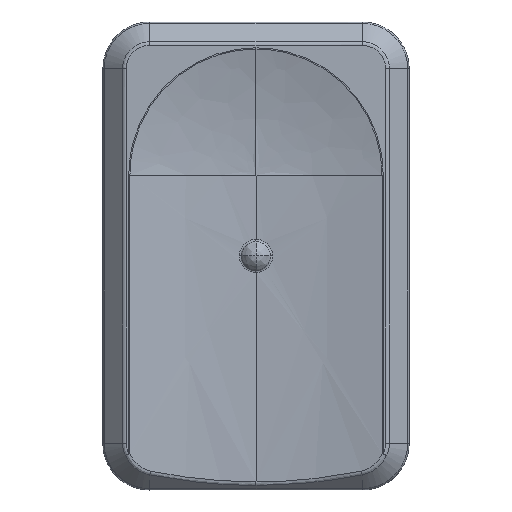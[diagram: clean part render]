
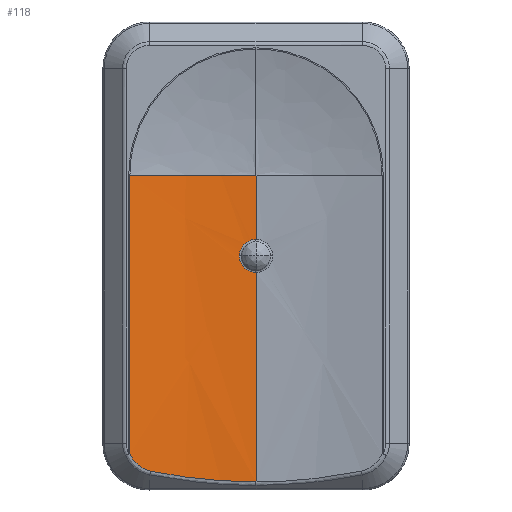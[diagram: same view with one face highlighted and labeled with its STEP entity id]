
A CAD part, top view. The second image highlights one B-rep face of the part: STEP entity #118.
In plain terms, the highlighted free-form (B-spline) face has degree [2, 1] with [3, 2] control points.
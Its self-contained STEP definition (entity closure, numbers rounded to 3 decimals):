
#118=ADVANCED_FACE('',(#220),#1485,.T.);
#220=FACE_OUTER_BOUND('',#325,.T.);
#325=EDGE_LOOP('',(#773,#774,#775,#776,#777,#778,#779,#780));
#773=ORIENTED_EDGE('',*,*,#1003,.T.);
#774=ORIENTED_EDGE('',*,*,#1010,.T.);
#775=ORIENTED_EDGE('',*,*,#1016,.T.);
#776=ORIENTED_EDGE('',*,*,#1002,.T.);
#777=ORIENTED_EDGE('',*,*,#936,.F.);
#778=ORIENTED_EDGE('',*,*,#1000,.F.);
#779=ORIENTED_EDGE('',*,*,#796,.F.);
#780=ORIENTED_EDGE('',*,*,#791,.F.);
#791=EDGE_CURVE('',#1252,#1254,#1143,.T.);
#796=EDGE_CURVE('',#1254,#1259,#1148,.T.);
#936=EDGE_CURVE('',#1359,#1357,#1203,.T.);
#1000=EDGE_CURVE('',#1259,#1359,#1243,.T.);
#1002=EDGE_CURVE('',#1376,#1357,#1245,.T.);
#1003=EDGE_CURVE('',#1252,#1377,#1246,.T.);
#1010=EDGE_CURVE('',#1377,#1378,#1131,.T.);
#1016=EDGE_CURVE('',#1378,#1376,#1137,.T.);
#1131=B_SPLINE_CURVE_WITH_KNOTS('',3,(#3334,#3335,#3336,#3337,#3338,#3339,
#3340,#3341,#3342,#3343),.UNSPECIFIED.,.F.,.F.,(4,2,2,2,4),(0.,0.358,
0.715,1.073,1.43),.UNSPECIFIED.);
#1137=B_SPLINE_CURVE_WITH_KNOTS('',3,(#3382,#3383,#3384,#3385,#3386,#3387,
#3388,#3389,#3390,#3391),.UNSPECIFIED.,.F.,.F.,(4,2,2,2,4),(-1.543,
-1.158,-0.772,-0.386,0.),
 .UNSPECIFIED.);
#1143=(
BOUNDED_CURVE()
B_SPLINE_CURVE(3,(#2611,#2612,#2613,#2614,#2615,#2616,#2617),
 .UNSPECIFIED.,.F.,.F.)
B_SPLINE_CURVE_WITH_KNOTS((4,3,4),(-6.37,-2.618,
-0.037),.UNSPECIFIED.)
CURVE()
GEOMETRIC_REPRESENTATION_ITEM()
RATIONAL_B_SPLINE_CURVE((1.,1.,1.,1.,1.,1.,1.))
REPRESENTATION_ITEM('')
);
#1148=(
BOUNDED_CURVE()
B_SPLINE_CURVE(3,(#2634,#2635,#2636,#2637,#2638),.UNSPECIFIED.,.F.,.F.)
B_SPLINE_CURVE_WITH_KNOTS((4,1,4),(-0.037,0.811,
1.656),.UNSPECIFIED.)
CURVE()
GEOMETRIC_REPRESENTATION_ITEM()
RATIONAL_B_SPLINE_CURVE((1.,1.,1.,1.,1.))
REPRESENTATION_ITEM('')
);
#1203=(
BOUNDED_CURVE()
B_SPLINE_CURVE(2,(#3063,#3064,#3065),.UNSPECIFIED.,.F.,.F.)
B_SPLINE_CURVE_WITH_KNOTS((3,3),(0.092,7.517),
 .UNSPECIFIED.)
CURVE()
GEOMETRIC_REPRESENTATION_ITEM()
RATIONAL_B_SPLINE_CURVE((1.,1.,1.))
REPRESENTATION_ITEM('')
);
#1243=(
BOUNDED_CURVE()
B_SPLINE_CURVE(1,(#3298,#3299),.UNSPECIFIED.,.F.,.F.)
B_SPLINE_CURVE_WITH_KNOTS((2,2),(0.246,16.615),
 .UNSPECIFIED.)
CURVE()
GEOMETRIC_REPRESENTATION_ITEM()
RATIONAL_B_SPLINE_CURVE((1.,1.))
REPRESENTATION_ITEM('')
);
#1245=(
BOUNDED_CURVE()
B_SPLINE_CURVE(1,(#3302,#3303),.UNSPECIFIED.,.F.,.F.)
B_SPLINE_CURVE_WITH_KNOTS((2,2),(0.,3.774),.UNSPECIFIED.)
CURVE()
GEOMETRIC_REPRESENTATION_ITEM()
RATIONAL_B_SPLINE_CURVE((1.,1.))
REPRESENTATION_ITEM('')
);
#1246=(
BOUNDED_CURVE()
B_SPLINE_CURVE(1,(#3304,#3305),.UNSPECIFIED.,.F.,.F.)
B_SPLINE_CURVE_WITH_KNOTS((2,2),(0.124,12.424),
 .UNSPECIFIED.)
CURVE()
GEOMETRIC_REPRESENTATION_ITEM()
RATIONAL_B_SPLINE_CURVE((1.,1.))
REPRESENTATION_ITEM('')
);
#1252=VERTEX_POINT('',#2468);
#1254=VERTEX_POINT('',#2470);
#1259=VERTEX_POINT('',#2475);
#1357=VERTEX_POINT('',#2573);
#1359=VERTEX_POINT('',#2575);
#1376=VERTEX_POINT('',#2592);
#1377=VERTEX_POINT('',#2593);
#1378=VERTEX_POINT('',#2594);
#1485=(
BOUNDED_SURFACE()
B_SPLINE_SURFACE(2,1,((#2455,#2456),(#2457,#2458),(#2459,#2460)),
 .UNSPECIFIED.,.F.,.F.,.F.)
B_SPLINE_SURFACE_WITH_KNOTS((3,3),(2,2),(0.,7.514),(0.,20.804),
 .UNSPECIFIED.)
GEOMETRIC_REPRESENTATION_ITEM()
RATIONAL_B_SPLINE_SURFACE(((1.,1.),(1.,1.),(1.,1.)))
REPRESENTATION_ITEM('')
SURFACE()
);
#2455=CARTESIAN_POINT('',(26.831,24.048,9.442));
#2456=CARTESIAN_POINT('',(26.831,44.853,9.442));
#2457=CARTESIAN_POINT('',(30.535,24.048,8.55));
#2458=CARTESIAN_POINT('',(30.535,44.853,8.55));
#2459=CARTESIAN_POINT('',(34.24,24.048,8.55));
#2460=CARTESIAN_POINT('',(34.24,44.853,8.55));
#2468=CARTESIAN_POINT('',(34.24,26.827,8.55));
#2470=CARTESIAN_POINT('',(28.049,27.455,9.173));
#2475=CARTESIAN_POINT('',(26.831,28.484,9.442));
#2573=CARTESIAN_POINT('',(34.24,44.853,8.55));
#2575=CARTESIAN_POINT('',(26.831,44.853,9.442));
#2592=CARTESIAN_POINT('',(34.24,41.079,8.55));
#2593=CARTESIAN_POINT('',(34.24,39.126,8.55));
#2594=CARTESIAN_POINT('',(33.263,40.103,8.565));
#2611=CARTESIAN_POINT('',(34.24,26.827,8.55));
#2612=CARTESIAN_POINT('',(33.001,26.827,8.55));
#2613=CARTESIAN_POINT('',(31.763,26.903,8.625));
#2614=CARTESIAN_POINT('',(30.542,27.051,8.772));
#2615=CARTESIAN_POINT('',(29.701,27.153,8.873));
#2616=CARTESIAN_POINT('',(28.869,27.289,9.008));
#2617=CARTESIAN_POINT('',(28.049,27.455,9.173));
#2634=CARTESIAN_POINT('',(28.049,27.455,9.173));
#2635=CARTESIAN_POINT('',(27.779,27.51,9.227));
#2636=CARTESIAN_POINT('',(27.27,27.757,9.337));
#2637=CARTESIAN_POINT('',(26.933,28.223,9.417));
#2638=CARTESIAN_POINT('',(26.831,28.484,9.442));
#3063=CARTESIAN_POINT('',(26.831,44.853,9.442));
#3064=CARTESIAN_POINT('',(30.535,44.853,8.55));
#3065=CARTESIAN_POINT('',(34.24,44.853,8.55));
#3298=CARTESIAN_POINT('',(26.831,28.484,9.442));
#3299=CARTESIAN_POINT('',(26.831,44.853,9.442));
#3302=CARTESIAN_POINT('',(34.24,41.079,8.55));
#3303=CARTESIAN_POINT('',(34.24,44.853,8.55));
#3304=CARTESIAN_POINT('',(34.24,26.827,8.55));
#3305=CARTESIAN_POINT('',(34.24,39.126,8.55));
#3334=CARTESIAN_POINT('',(34.24,39.126,8.55));
#3335=CARTESIAN_POINT('',(34.112,39.126,8.55));
#3336=CARTESIAN_POINT('',(33.984,39.152,8.551));
#3337=CARTESIAN_POINT('',(33.748,39.25,8.554));
#3338=CARTESIAN_POINT('',(33.64,39.322,8.556));
#3339=CARTESIAN_POINT('',(33.459,39.503,8.56));
#3340=CARTESIAN_POINT('',(33.387,39.611,8.562));
#3341=CARTESIAN_POINT('',(33.289,39.847,8.565));
#3342=CARTESIAN_POINT('',(33.263,39.975,8.565));
#3343=CARTESIAN_POINT('',(33.263,40.103,8.565));
#3382=CARTESIAN_POINT('',(33.263,40.103,8.565));
#3383=CARTESIAN_POINT('',(33.263,40.23,8.565));
#3384=CARTESIAN_POINT('',(33.289,40.358,8.565));
#3385=CARTESIAN_POINT('',(33.387,40.594,8.562));
#3386=CARTESIAN_POINT('',(33.459,40.703,8.56));
#3387=CARTESIAN_POINT('',(33.64,40.883,8.556));
#3388=CARTESIAN_POINT('',(33.748,40.956,8.554));
#3389=CARTESIAN_POINT('',(33.984,41.054,8.551));
#3390=CARTESIAN_POINT('',(34.112,41.079,8.55));
#3391=CARTESIAN_POINT('',(34.24,41.079,8.55));
